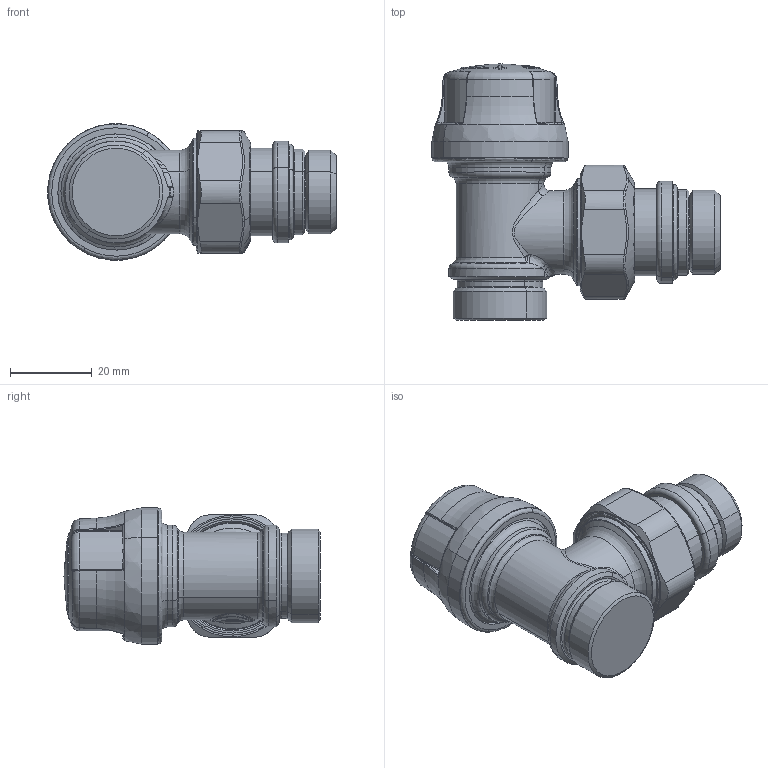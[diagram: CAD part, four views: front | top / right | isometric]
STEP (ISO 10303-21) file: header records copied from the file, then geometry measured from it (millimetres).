
FILE_DESCRIPTION(('CATIA V5 STEP Exchange','CAx-IF Rec.Pracs.--- Model Styling and Organization---1.4--- 2014-01-23','CAx-IF Rec.Pracs.---3D Tessellated Data Validation Properties---0.5---2014-09-14'),'2;1');
FILE_NAME('STEP_232412_-_TST.stp','2020-09-02T15:02:38+00:00',('none'),('none'),'CATIA Version 5-6 Release 2019 SP3','CATIA V5 STEP AP242 v1','none');
FILE_SCHEMA(('AP242_MANAGED_MODEL_BASED_3D_ENGINEERING_MIM_LF {1 0 10303 442 1 1 4}'));
Products named in the file (1): 232412 - TST
Bounding box: 70.69 x 62.8 x 33.39 mm (x, y, z)
Volume: 47343.3 mm3; surface area: 16399.4 mm2
Topology: 2 solids, 4 shells, 1070 faces, 2647 edges, 1570 vertices
Faces by surface type: plane 396, bspline 250, cylinder 201, torus 76, cone 53, revolution 47, sphere 47
Entity records: 40980 total; most frequent: CARTESIAN_POINT 20108, ORIENTED_EDGE 5204, EDGE_CURVE 2602, DIRECTION 2335, VERTEX_POINT 1570, B_SPLINE_CURVE_WITH_KNOTS 1381, EDGE_LOOP 1104, AXIS2_PLACEMENT_3D 1084
